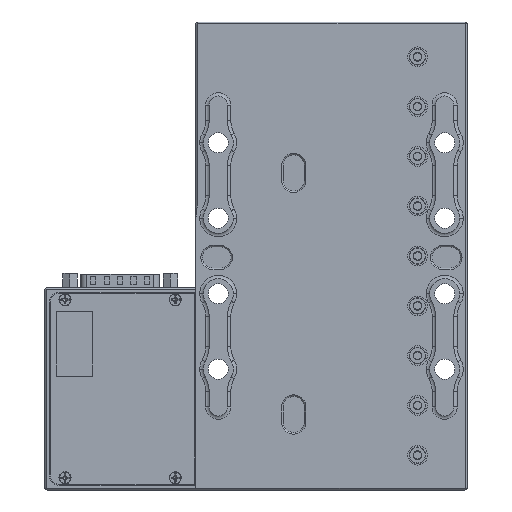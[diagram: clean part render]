
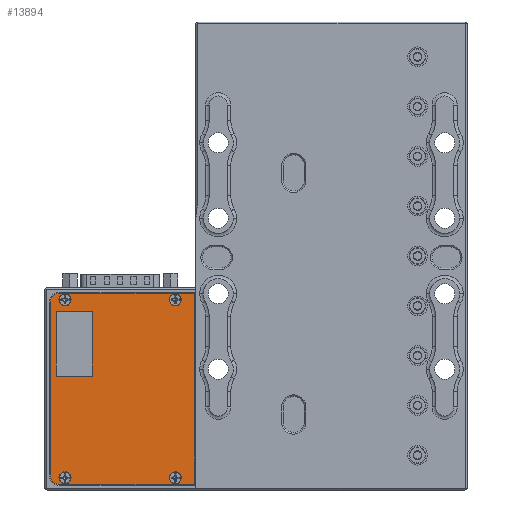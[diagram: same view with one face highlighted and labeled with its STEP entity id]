
A CAD part, front view. The second image highlights one B-rep face of the part: STEP entity #13894.
In plain terms, the highlighted face is planar.
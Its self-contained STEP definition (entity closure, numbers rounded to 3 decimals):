
#412 = AXIS2_PLACEMENT_3D ( 'NONE', #468, #42215, #8655 ) ;
#431 = AXIS2_PLACEMENT_3D ( 'NONE', #25933, #42355, #5220 ) ;
#468 = CARTESIAN_POINT ( 'NONE',  ( -28.5, 0.5, -20.75 ) ) ;
#513 = CARTESIAN_POINT ( 'NONE',  ( -29.5, 0.5, 17.5 ) ) ;
#532 = CIRCLE ( 'NONE', #38008, 2. ) ;
#567 = CARTESIAN_POINT ( 'NONE',  ( -29.5, 0.5, -19. ) ) ;
#757 = DIRECTION ( 'NONE',  ( 0., 0., 1. ) ) ;
#779 = CARTESIAN_POINT ( 'NONE',  ( 29.5, 0.5, -21. ) ) ;
#1587 = EDGE_CURVE ( 'NONE', #22333, #46803, #37764, .T. ) ;
#1626 = ORIENTED_EDGE ( 'NONE', *, *, #1587, .F. ) ;
#2009 = CARTESIAN_POINT ( 'NONE',  ( -29.5, 0.5, -17. ) ) ;
#2685 = ORIENTED_EDGE ( 'NONE', *, *, #3684, .F. ) ;
#2770 = CARTESIAN_POINT ( 'NONE',  ( 31.7, 0.5, 23.95 ) ) ;
#2797 = DIRECTION ( 'NONE',  ( 0., 0., 1. ) ) ;
#3036 = EDGE_CURVE ( 'NONE', #36585, #11311, #532, .T. ) ;
#3473 = CARTESIAN_POINT ( 'NONE',  ( 31.7, 0.5, 23.45 ) ) ;
#3476 = VECTOR ( 'NONE', #34574, 1000. ) ;
#3684 = EDGE_CURVE ( 'NONE', #31764, #44692, #52712, .T. ) ;
#4017 = CARTESIAN_POINT ( 'NONE',  ( 31.7, 0.5, -20.75 ) ) ;
#4597 = CARTESIAN_POINT ( 'NONE',  ( -29.5, 0.5, -19. ) ) ;
#4854 = DIRECTION ( 'NONE',  ( 0., 1., 0. ) ) ;
#4939 = VERTEX_POINT ( 'NONE', #31316 ) ;
#5220 = DIRECTION ( 'NONE',  ( 0., 0., 1. ) ) ;
#5281 = VERTEX_POINT ( 'NONE', #10487 ) ;
#5695 = AXIS2_PLACEMENT_3D ( 'NONE', #31215, #30959, #22747 ) ;
#6106 = DIRECTION ( 'NONE',  ( 0., 1., 0. ) ) ;
#6351 = CARTESIAN_POINT ( 'NONE',  ( -28.5, 0.5, -23.95 ) ) ;
#7301 = CARTESIAN_POINT ( 'NONE',  ( -29.5, 0.5, 17.5 ) ) ;
#7714 = VERTEX_POINT ( 'NONE', #43290 ) ;
#8655 = DIRECTION ( 'NONE',  ( 0., 0., -1. ) ) ;
#9803 = CIRCLE ( 'NONE', #40324, 2. ) ;
#10261 = ORIENTED_EDGE ( 'NONE', *, *, #3036, .F. ) ;
#10460 = FACE_OUTER_BOUND ( 'NONE', #24925, .T. ) ;
#10487 = CARTESIAN_POINT ( 'NONE',  ( -29.5, 0.5, 15.5 ) ) ;
#10729 = FACE_BOUND ( 'NONE', #28059, .T. ) ;
#11311 = VERTEX_POINT ( 'NONE', #50395 ) ;
#11320 = ORIENTED_EDGE ( 'NONE', *, *, #24941, .T. ) ;
#11642 = CIRCLE ( 'NONE', #42155, 3.2 ) ;
#12200 = LINE ( 'NONE', #4017, #49254 ) ;
#12639 = VERTEX_POINT ( 'NONE', #29308 ) ;
#12842 = EDGE_CURVE ( 'NONE', #44692, #31764, #13629, .T. ) ;
#12877 = DIRECTION ( 'NONE',  ( 0., 0., 1. ) ) ;
#13316 = DIRECTION ( 'NONE',  ( 0., 0., 1. ) ) ;
#13629 = CIRCLE ( 'NONE', #34572, 2. ) ;
#13894 = ADVANCED_FACE ( 'NONE', ( #22477, #27363, #14279, #10729, #10460 ), #18108, .F. ) ;
#14279 = FACE_BOUND ( 'NONE', #42894, .T. ) ;
#14368 = EDGE_CURVE ( 'NONE', #19397, #27345, #23490, .T. ) ;
#15236 = ORIENTED_EDGE ( 'NONE', *, *, #52894, .T. ) ;
#15280 = DIRECTION ( 'NONE',  ( 1., 0., 0. ) ) ;
#16425 = CARTESIAN_POINT ( 'NONE',  ( 28.5, 0.5, -23.95 ) ) ;
#16858 = ORIENTED_EDGE ( 'NONE', *, *, #52840, .T. ) ;
#17141 = VERTEX_POINT ( 'NONE', #43350 ) ;
#17631 = CARTESIAN_POINT ( 'NONE',  ( 28.5, 0.5, -20.75 ) ) ;
#17701 = AXIS2_PLACEMENT_3D ( 'NONE', #35296, #6106, #22473 ) ;
#18038 = CARTESIAN_POINT ( 'NONE',  ( 29.5, 0.5, 19.5 ) ) ;
#18108 = PLANE ( 'NONE',  #5695 ) ;
#18161 = ORIENTED_EDGE ( 'NONE', *, *, #51842, .F. ) ;
#18652 = AXIS2_PLACEMENT_3D ( 'NONE', #7301, #23946, #40069 ) ;
#19356 = DIRECTION ( 'NONE',  ( 0., 0., -1. ) ) ;
#19397 = VERTEX_POINT ( 'NONE', #22488 ) ;
#19624 = DIRECTION ( 'NONE',  ( 0., 1., 0. ) ) ;
#19688 = DIRECTION ( 'NONE',  ( 0., 1., 0. ) ) ;
#20234 = CARTESIAN_POINT ( 'NONE',  ( 31.2, 0.5, 23.95 ) ) ;
#21173 = ORIENTED_EDGE ( 'NONE', *, *, #30933, .F. ) ;
#21189 = DIRECTION ( 'NONE',  ( 0., 0., -1. ) ) ;
#22239 = EDGE_CURVE ( 'NONE', #12639, #19397, #41498, .T. ) ;
#22333 = VERTEX_POINT ( 'NONE', #779 ) ;
#22473 = DIRECTION ( 'NONE',  ( 0., 0., 1. ) ) ;
#22477 = FACE_BOUND ( 'NONE', #48685, .T. ) ;
#22488 = CARTESIAN_POINT ( 'NONE',  ( -31.2, 0.5, 23.95 ) ) ;
#22602 = VERTEX_POINT ( 'NONE', #3473 ) ;
#22747 = DIRECTION ( 'NONE',  ( 0., 0., -1. ) ) ;
#22987 = DIRECTION ( 'NONE',  ( -1., 0., 0. ) ) ;
#23061 = CIRCLE ( 'NONE', #412, 3.2 ) ;
#23490 = LINE ( 'NONE', #2770, #47360 ) ;
#23946 = DIRECTION ( 'NONE',  ( 0., 1., 0. ) ) ;
#24121 = VECTOR ( 'NONE', #22987, 1000. ) ;
#24201 = EDGE_CURVE ( 'NONE', #37596, #17141, #44594, .T. ) ;
#24544 = CIRCLE ( 'NONE', #41957, 0.5 ) ;
#24925 = EDGE_LOOP ( 'NONE', ( #53576, #34375, #16858, #29124, #37918, #15236, #11320, #44460 ) ) ;
#24941 = EDGE_CURVE ( 'NONE', #4939, #12639, #46610, .T. ) ;
#25365 = DIRECTION ( 'NONE',  ( 0., 0., 1. ) ) ;
#25933 = CARTESIAN_POINT ( 'NONE',  ( 29.5, 0.5, 17.5 ) ) ;
#26464 = AXIS2_PLACEMENT_3D ( 'NONE', #4597, #29191, #13316 ) ;
#27345 = VERTEX_POINT ( 'NONE', #20234 ) ;
#27363 = FACE_BOUND ( 'NONE', #46357, .T. ) ;
#28059 = EDGE_LOOP ( 'NONE', ( #49497, #1626 ) ) ;
#28370 = CARTESIAN_POINT ( 'NONE',  ( -31.2, 0.5, 23.45 ) ) ;
#28865 = VERTEX_POINT ( 'NONE', #31016 ) ;
#29124 = ORIENTED_EDGE ( 'NONE', *, *, #46727, .T. ) ;
#29191 = DIRECTION ( 'NONE',  ( 0., 1., 0. ) ) ;
#29308 = CARTESIAN_POINT ( 'NONE',  ( -31.7, 0.5, 23.45 ) ) ;
#29413 = DIRECTION ( 'NONE',  ( 0., 1., 0. ) ) ;
#29664 = DIRECTION ( 'NONE',  ( 0., 0., -1. ) ) ;
#30119 = CARTESIAN_POINT ( 'NONE',  ( 29.5, 0.5, 15.5 ) ) ;
#30933 = EDGE_CURVE ( 'NONE', #11311, #36585, #42197, .T. ) ;
#30959 = DIRECTION ( 'NONE',  ( 0., -1., 0. ) ) ;
#31016 = CARTESIAN_POINT ( 'NONE',  ( -29.5, 0.5, 19.5 ) ) ;
#31215 = CARTESIAN_POINT ( 'NONE',  ( -28.5, 0.5, -20.75 ) ) ;
#31316 = CARTESIAN_POINT ( 'NONE',  ( -31.7, 0.5, -20.75 ) ) ;
#31764 = VERTEX_POINT ( 'NONE', #30119 ) ;
#33650 = CARTESIAN_POINT ( 'NONE',  ( 29.5, 0.5, -19. ) ) ;
#34327 = DIRECTION ( 'NONE',  ( 0., 1., 0. ) ) ;
#34375 = ORIENTED_EDGE ( 'NONE', *, *, #38629, .T. ) ;
#34572 = AXIS2_PLACEMENT_3D ( 'NONE', #48641, #19688, #2797 ) ;
#34574 = DIRECTION ( 'NONE',  ( 0., 0., 1. ) ) ;
#35272 = ORIENTED_EDGE ( 'NONE', *, *, #12842, .F. ) ;
#35296 = CARTESIAN_POINT ( 'NONE',  ( 29.5, 0.5, -19. ) ) ;
#36585 = VERTEX_POINT ( 'NONE', #2009 ) ;
#37596 = VERTEX_POINT ( 'NONE', #16425 ) ;
#37764 = CIRCLE ( 'NONE', #17701, 2. ) ;
#37918 = ORIENTED_EDGE ( 'NONE', *, *, #24201, .T. ) ;
#38008 = AXIS2_PLACEMENT_3D ( 'NONE', #567, #46421, #25365 ) ;
#38112 = CIRCLE ( 'NONE', #41640, 2. ) ;
#38403 = CARTESIAN_POINT ( 'NONE',  ( -31.7, 0.5, 23.95 ) ) ;
#38629 = EDGE_CURVE ( 'NONE', #27345, #22602, #24544, .T. ) ;
#39378 = EDGE_CURVE ( 'NONE', #46803, #22333, #9803, .T. ) ;
#40069 = DIRECTION ( 'NONE',  ( 0., 0., 1. ) ) ;
#40324 = AXIS2_PLACEMENT_3D ( 'NONE', #33650, #50324, #12877 ) ;
#40935 = EDGE_CURVE ( 'NONE', #28865, #5281, #38112, .T. ) ;
#41498 = CIRCLE ( 'NONE', #45837, 0.5 ) ;
#41640 = AXIS2_PLACEMENT_3D ( 'NONE', #513, #4854, #50209 ) ;
#41957 = AXIS2_PLACEMENT_3D ( 'NONE', #49652, #29413, #29664 ) ;
#42155 = AXIS2_PLACEMENT_3D ( 'NONE', #17631, #34327, #757 ) ;
#42197 = CIRCLE ( 'NONE', #26464, 2. ) ;
#42211 = CIRCLE ( 'NONE', #18652, 2. ) ;
#42215 = DIRECTION ( 'NONE',  ( 0., 1., 0. ) ) ;
#42355 = DIRECTION ( 'NONE',  ( 0., 1., 0. ) ) ;
#42894 = EDGE_LOOP ( 'NONE', ( #48956, #18161 ) ) ;
#43290 = CARTESIAN_POINT ( 'NONE',  ( 31.7, 0.5, -20.75 ) ) ;
#43350 = CARTESIAN_POINT ( 'NONE',  ( -28.5, 0.5, -23.95 ) ) ;
#43628 = CARTESIAN_POINT ( 'NONE',  ( 29.5, 0.5, -17. ) ) ;
#44460 = ORIENTED_EDGE ( 'NONE', *, *, #22239, .T. ) ;
#44594 = LINE ( 'NONE', #6351, #24121 ) ;
#44692 = VERTEX_POINT ( 'NONE', #18038 ) ;
#45837 = AXIS2_PLACEMENT_3D ( 'NONE', #28370, #19624, #19356 ) ;
#46357 = EDGE_LOOP ( 'NONE', ( #35272, #2685 ) ) ;
#46421 = DIRECTION ( 'NONE',  ( 0., 1., 0. ) ) ;
#46610 = LINE ( 'NONE', #38403, #3476 ) ;
#46727 = EDGE_CURVE ( 'NONE', #7714, #37596, #11642, .T. ) ;
#46803 = VERTEX_POINT ( 'NONE', #43628 ) ;
#47360 = VECTOR ( 'NONE', #15280, 1000. ) ;
#48641 = CARTESIAN_POINT ( 'NONE',  ( 29.5, 0.5, 17.5 ) ) ;
#48685 = EDGE_LOOP ( 'NONE', ( #10261, #21173 ) ) ;
#48956 = ORIENTED_EDGE ( 'NONE', *, *, #40935, .F. ) ;
#49254 = VECTOR ( 'NONE', #21189, 1000. ) ;
#49497 = ORIENTED_EDGE ( 'NONE', *, *, #39378, .F. ) ;
#49652 = CARTESIAN_POINT ( 'NONE',  ( 31.2, 0.5, 23.45 ) ) ;
#50209 = DIRECTION ( 'NONE',  ( 0., 0., 1. ) ) ;
#50324 = DIRECTION ( 'NONE',  ( 0., 1., 0. ) ) ;
#50395 = CARTESIAN_POINT ( 'NONE',  ( -29.5, 0.5, -21. ) ) ;
#51842 = EDGE_CURVE ( 'NONE', #5281, #28865, #42211, .T. ) ;
#52712 = CIRCLE ( 'NONE', #431, 2. ) ;
#52840 = EDGE_CURVE ( 'NONE', #22602, #7714, #12200, .T. ) ;
#52894 = EDGE_CURVE ( 'NONE', #17141, #4939, #23061, .T. ) ;
#53576 = ORIENTED_EDGE ( 'NONE', *, *, #14368, .T. ) ;
